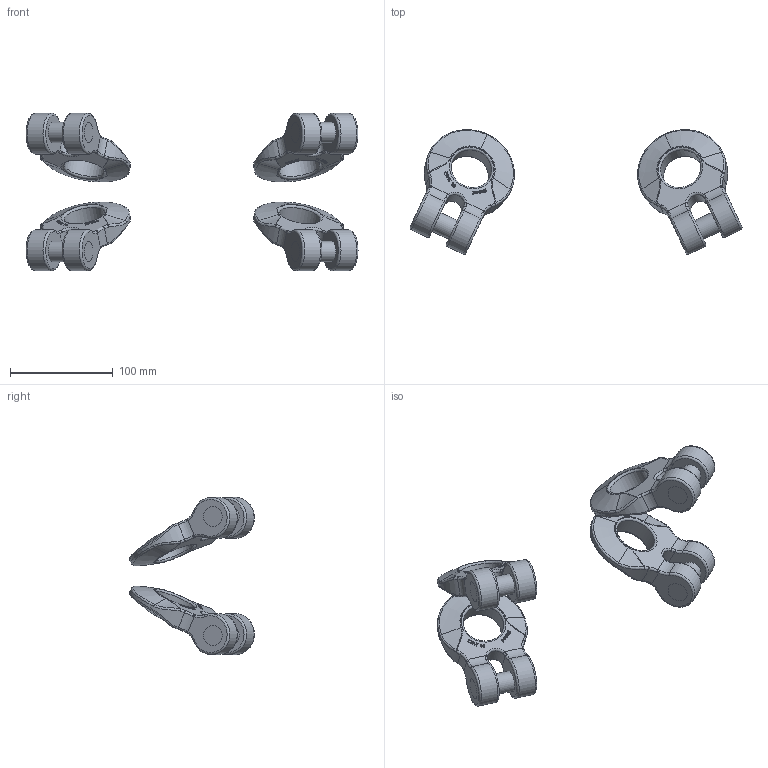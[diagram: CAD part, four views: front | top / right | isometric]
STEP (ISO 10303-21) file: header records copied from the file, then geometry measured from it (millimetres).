
FILE_DESCRIPTION(/* description */ (''),/* implementation_level */ '2;1');
FILE_NAME(/* name */ 'pewag_KAGW_4-16',/* time_stamp */ '2010-03-01T15:48:16+01:00',/* author */ (''),/* organization */ (''),/* preprocessor_version */ 'ST-DEVELOPER v9',/* originating_system */ 'UGS - NX 4.0',/* authorisation */ '');
FILE_SCHEMA (('AUTOMOTIVE_DESIGN { 1 0 10303 214 1 1 1 1 }'));
Length unit declared in the file: millimetre
Products named in the file (1): ritC3FEldc3
Bounding box: 323.76 x 121.58 x 153.46 mm (x, y, z)
Volume: 533370.3 mm3; surface area: 119033.7 mm2
Topology: 8 solids, 8 shells, 1064 faces, 2760 edges, 1760 vertices
Faces by surface type: extrusion 388, plane 380, bspline 128, torus 96, cylinder 56, sphere 16
Full cylindrical faces by diameter (mm): 20 x12, 40 x4
Entity records: 39768 total; most frequent: CARTESIAN_POINT 16681, ORIENTED_EDGE 5424, DIRECTION 3282, EDGE_CURVE 2712, VERTEX_POINT 1752, B_SPLINE_CURVE_WITH_KNOTS 1696, VECTOR 1400, EDGE_LOOP 1176
